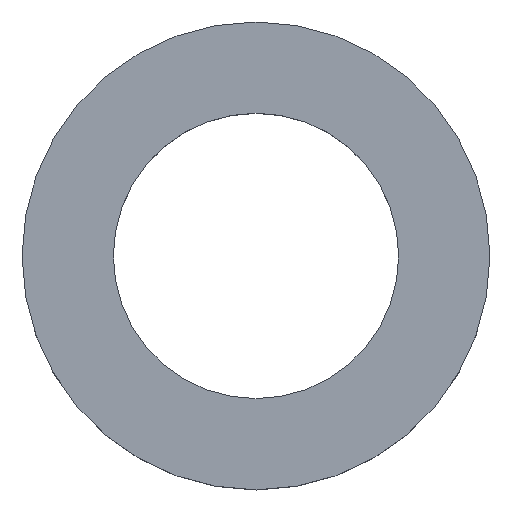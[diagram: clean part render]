
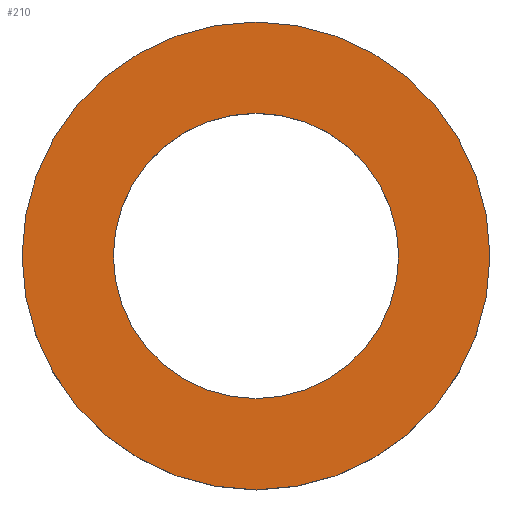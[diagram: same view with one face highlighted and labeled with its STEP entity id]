
A CAD part, top view. The second image highlights one B-rep face of the part: STEP entity #210.
In plain terms, the highlighted planar face has unit normal (0, 0, 1).
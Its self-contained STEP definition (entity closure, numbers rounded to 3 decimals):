
#6 = CARTESIAN_POINT ( 'NONE',  ( 0., 0., 2. ) ) ;
#8 = PLANE ( 'NONE',  #131 ) ;
#10 = CARTESIAN_POINT ( 'NONE',  ( 3.05, 0., 2. ) ) ;
#11 = ORIENTED_EDGE ( 'NONE', *, *, #122, .T. ) ;
#14 = CARTESIAN_POINT ( 'NONE',  ( 5., 0., 2. ) ) ;
#21 = DIRECTION ( 'NONE',  ( -1., 0., 0. ) ) ;
#22 = CIRCLE ( 'NONE', #116, 5. ) ;
#23 = DIRECTION ( 'NONE',  ( -1., 0., 0. ) ) ;
#37 = ORIENTED_EDGE ( 'NONE', *, *, #48, .T. ) ;
#41 = AXIS2_PLACEMENT_3D ( 'NONE', #6, #182, #76 ) ;
#43 = CARTESIAN_POINT ( 'NONE',  ( 0., 0., 2. ) ) ;
#47 = CIRCLE ( 'NONE', #164, 3.05 ) ;
#48 = EDGE_CURVE ( 'NONE', #95, #176, #22, .T. ) ;
#60 = CARTESIAN_POINT ( 'NONE',  ( -3.05, 0., 2. ) ) ;
#63 = EDGE_CURVE ( 'NONE', #184, #75, #47, .T. ) ;
#73 = EDGE_LOOP ( 'NONE', ( #37, #196 ) ) ;
#74 = CIRCLE ( 'NONE', #166, 3.05 ) ;
#75 = VERTEX_POINT ( 'NONE', #60 ) ;
#76 = DIRECTION ( 'NONE',  ( -1., 0., 0. ) ) ;
#85 = CIRCLE ( 'NONE', #41, 5. ) ;
#95 = VERTEX_POINT ( 'NONE', #157 ) ;
#98 = DIRECTION ( 'NONE',  ( 0., 0., 1. ) ) ;
#106 = CARTESIAN_POINT ( 'NONE',  ( 0., 0., 2. ) ) ;
#111 = EDGE_CURVE ( 'NONE', #176, #95, #85, .T. ) ;
#115 = DIRECTION ( 'NONE',  ( 1., 0., 0. ) ) ;
#116 = AXIS2_PLACEMENT_3D ( 'NONE', #43, #98, #21 ) ;
#122 = EDGE_CURVE ( 'NONE', #75, #184, #74, .T. ) ;
#126 = CARTESIAN_POINT ( 'NONE',  ( 0., 0., 2. ) ) ;
#131 = AXIS2_PLACEMENT_3D ( 'NONE', #126, #207, #115 ) ;
#135 = CARTESIAN_POINT ( 'NONE',  ( 0., 0., 2. ) ) ;
#147 = FACE_BOUND ( 'NONE', #178, .T. ) ;
#151 = DIRECTION ( 'NONE',  ( -1., 0., 0. ) ) ;
#156 = ORIENTED_EDGE ( 'NONE', *, *, #63, .T. ) ;
#157 = CARTESIAN_POINT ( 'NONE',  ( -5., 0., 2. ) ) ;
#164 = AXIS2_PLACEMENT_3D ( 'NONE', #106, #170, #151 ) ;
#166 = AXIS2_PLACEMENT_3D ( 'NONE', #135, #197, #23 ) ;
#170 = DIRECTION ( 'NONE',  ( 0., 0., -1. ) ) ;
#176 = VERTEX_POINT ( 'NONE', #14 ) ;
#177 = FACE_OUTER_BOUND ( 'NONE', #73, .T. ) ;
#178 = EDGE_LOOP ( 'NONE', ( #11, #156 ) ) ;
#182 = DIRECTION ( 'NONE',  ( 0., 0., 1. ) ) ;
#184 = VERTEX_POINT ( 'NONE', #10 ) ;
#196 = ORIENTED_EDGE ( 'NONE', *, *, #111, .T. ) ;
#197 = DIRECTION ( 'NONE',  ( 0., 0., -1. ) ) ;
#207 = DIRECTION ( 'NONE',  ( 0., 0., 1. ) ) ;
#210 = ADVANCED_FACE ( 'NONE', ( #147, #177 ), #8, .T. ) ;
